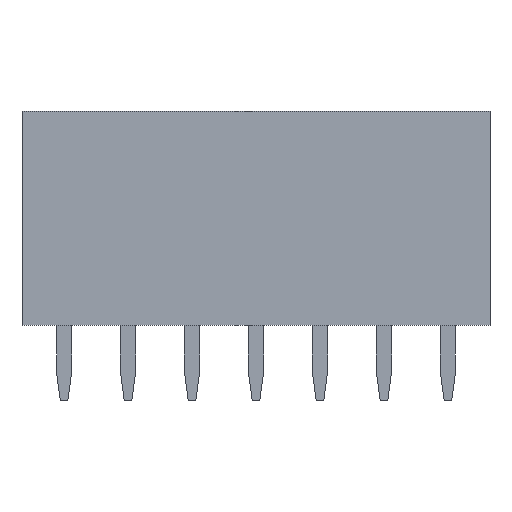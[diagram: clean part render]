
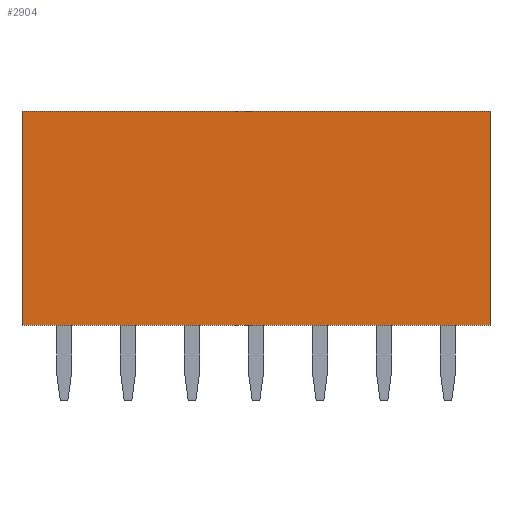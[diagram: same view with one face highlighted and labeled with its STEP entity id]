
A CAD part, front view. The second image highlights one B-rep face of the part: STEP entity #2904.
In plain terms, the highlighted planar face has unit normal (0, -1, 0).
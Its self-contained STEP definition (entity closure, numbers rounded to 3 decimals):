
#2904=ADVANCED_FACE('',(#5136),#5138,.T.);
#5136=FACE_BOUND('',#5137,.T.);
#5137=EDGE_LOOP('',(#6978,#6979,#6980,#6981));
#5138=PLANE('',#5139);
#5139=AXIS2_PLACEMENT_3D('',#5140,#5141,#5142);
#5140=CARTESIAN_POINT('',(16.91,-1.23,0.));
#5141=DIRECTION('',(0.,-1.,0.));
#5142=DIRECTION('',(0.,0.,1.));
#6978=ORIENTED_EDGE('',*,*,#7904,.T.);
#6979=ORIENTED_EDGE('',*,*,#7970,.T.);
#6980=ORIENTED_EDGE('',*,*,#7908,.F.);
#6981=ORIENTED_EDGE('',*,*,#7906,.F.);
#7904=EDGE_CURVE('',#9283,#9281,#9284,.T.);
#7906=EDGE_CURVE('',#9283,#9286,#9287,.T.);
#7908=EDGE_CURVE('',#9286,#9289,#9290,.T.);
#7970=EDGE_CURVE('',#9281,#9289,#9372,.T.);
#9281=VERTEX_POINT('',#12197);
#9283=VERTEX_POINT('',#12201);
#9284=LINE('',#12202,#12203);
#9286=VERTEX_POINT('',#12208);
#9287=LINE('',#12209,#12210);
#9289=VERTEX_POINT('',#12215);
#9290=LINE('',#12216,#12217);
#9372=LINE('',#12422,#12423);
#12197=CARTESIAN_POINT('',(16.91,-1.23,8.5));
#12201=CARTESIAN_POINT('',(16.91,-1.23,0.));
#12202=CARTESIAN_POINT('',(16.91,-1.23,0.));
#12203=VECTOR('',#12204,1.);
#12204=DIRECTION('',(0.,0.,1.));
#12208=CARTESIAN_POINT('',(-1.67,-1.23,0.));
#12209=CARTESIAN_POINT('',(16.91,-1.23,0.));
#12210=VECTOR('',#12211,1.);
#12211=DIRECTION('',(-1.,0.,0.));
#12215=CARTESIAN_POINT('',(-1.67,-1.23,8.5));
#12216=CARTESIAN_POINT('',(-1.67,-1.23,0.));
#12217=VECTOR('',#12218,1.);
#12218=DIRECTION('',(0.,0.,1.));
#12422=CARTESIAN_POINT('',(16.91,-1.23,8.5));
#12423=VECTOR('',#12424,1.);
#12424=DIRECTION('',(-1.,0.,0.));
